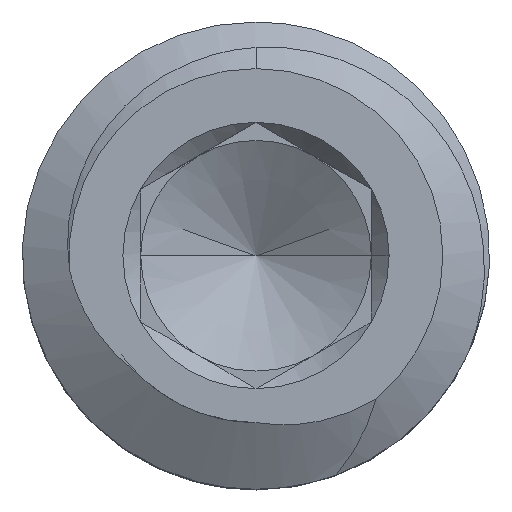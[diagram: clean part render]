
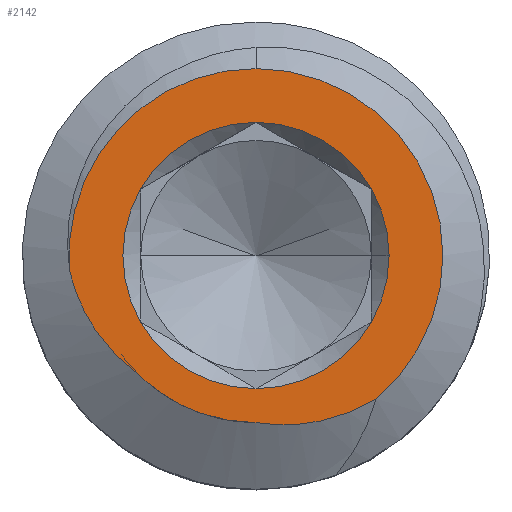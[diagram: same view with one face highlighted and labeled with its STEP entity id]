
A CAD part, top view. The second image highlights one B-rep face of the part: STEP entity #2142.
In plain terms, the highlighted planar face has unit normal (0, 0, 1).
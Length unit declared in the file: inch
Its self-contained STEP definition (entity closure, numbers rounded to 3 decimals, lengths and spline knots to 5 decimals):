
#82 = VERTEX_POINT ( 'NONE', #1166 ) ;
#97 = AXIS2_PLACEMENT_3D ( 'NONE', #494, #2312, #1763 ) ;
#105 = CARTESIAN_POINT ( 'NONE',  ( -0.04688, 0.02706, 0.10936 ) ) ;
#115 = CARTESIAN_POINT ( 'NONE',  ( -0.03012, -0.06106, 0.10936 ) ) ;
#118 = EDGE_LOOP ( 'NONE', ( #1623, #473, #2287, #974, #1179, #2020, #663 ) ) ;
#127 = AXIS2_PLACEMENT_3D ( 'NONE', #1323, #1111, #763 ) ;
#144 = EDGE_CURVE ( 'NONE', #1609, #2003, #1258, .T. ) ;
#208 = DIRECTION ( 'NONE',  ( 1., 0., 0. ) ) ;
#225 = VERTEX_POINT ( 'NONE', #2296 ) ;
#258 = CARTESIAN_POINT ( 'NONE',  ( -0.07572, -0.00657, 0.10936 ) ) ;
#286 = CARTESIAN_POINT ( 'NONE',  ( -0.01782, -0.06616, 0.10936 ) ) ;
#298 = CARTESIAN_POINT ( 'NONE',  ( 0.03365, -0.06579, 0.10936 ) ) ;
#299 = CARTESIAN_POINT ( 'NONE',  ( 0., 0., 0.10936 ) ) ;
#304 = CARTESIAN_POINT ( 'NONE',  ( 0.00845, -0.06929, 0.10936 ) ) ;
#323 = B_SPLINE_CURVE_WITH_KNOTS ( 'NONE', 3,
 ( #1947, #502, #286, #115, #1029, #1190, #847, #2125 ),
 .UNSPECIFIED., .F., .F.,
 ( 4, 2, 2, 4 ),
 ( 0., 0.00068, 0.00102, 0.00136 ),
 .UNSPECIFIED. ) ;
#385 = CARTESIAN_POINT ( 'NONE',  ( -0.04804, -0.04804, 0.10936 ) ) ;
#412 = VERTEX_POINT ( 'NONE', #1749 ) ;
#426 = CARTESIAN_POINT ( 'NONE',  ( 0., 0., 0.10936 ) ) ;
#460 = DIRECTION ( 'NONE',  ( 1., 0., 0. ) ) ;
#471 = EDGE_CURVE ( 'NONE', #82, #873, #846, .T. ) ;
#473 = ORIENTED_EDGE ( 'NONE', *, *, #678, .F. ) ;
#488 = CARTESIAN_POINT ( 'NONE',  ( 0.04688, -0.02706, 0.10936 ) ) ;
#494 = CARTESIAN_POINT ( 'NONE',  ( 0., 0., 0.10936 ) ) ;
#502 = CARTESIAN_POINT ( 'NONE',  ( -0.00896, -0.06794, 0.10936 ) ) ;
#503 = AXIS2_PLACEMENT_3D ( 'NONE', #299, #1745, #1184 ) ;
#589 = CARTESIAN_POINT ( 'NONE',  ( 0., 0., 0.10936 ) ) ;
#595 = DIRECTION ( 'NONE',  ( 0., 0., 1. ) ) ;
#602 = AXIS2_PLACEMENT_3D ( 'NONE', #1238, #1210, #1588 ) ;
#603 = CARTESIAN_POINT ( 'NONE',  ( 0.04687, 0.02706, 0.10936 ) ) ;
#617 = CARTESIAN_POINT ( 'NONE',  ( 0., 0.05413, 0.10936 ) ) ;
#641 = EDGE_CURVE ( 'NONE', #1672, #864, #2014, .T. ) ;
#646 = DIRECTION ( 'NONE',  ( 0., 0., -1. ) ) ;
#663 = ORIENTED_EDGE ( 'NONE', *, *, #1102, .F. ) ;
#672 = CIRCLE ( 'NONE', #1055, 0.05413 ) ;
#678 = EDGE_CURVE ( 'NONE', #864, #1609, #672, .T. ) ;
#763 = DIRECTION ( 'NONE',  ( 0., -1., 0. ) ) ;
#795 = DIRECTION ( 'NONE',  ( 0., 0., 1. ) ) ;
#833 = ORIENTED_EDGE ( 'NONE', *, *, #1425, .T. ) ;
#840 = CARTESIAN_POINT ( 'NONE',  ( 0.0489, -0.05818, 0.10936 ) ) ;
#846 = B_SPLINE_CURVE_WITH_KNOTS ( 'NONE', 3,
 ( #385, #1844, #1649, #1829, #2201, #2027 ),
 .UNSPECIFIED., .F., .F.,
 ( 4, 2, 4 ),
 ( 0., 0.00064, 0.00129 ),
 .UNSPECIFIED. ) ;
#847 = CARTESIAN_POINT ( 'NONE',  ( -0.04487, -0.05121, 0.10936 ) ) ;
#864 = VERTEX_POINT ( 'NONE', #603 ) ;
#873 = VERTEX_POINT ( 'NONE', #258 ) ;
#912 = CIRCLE ( 'NONE', #97, 0.076 ) ;
#974 = ORIENTED_EDGE ( 'NONE', *, *, #1804, .F. ) ;
#1011 = CARTESIAN_POINT ( 'NONE',  ( 0.04173, -0.06259, 0.10936 ) ) ;
#1012 = VERTEX_POINT ( 'NONE', #1544 ) ;
#1014 = CIRCLE ( 'NONE', #2264, 0.05413 ) ;
#1026 = CARTESIAN_POINT ( 'NONE',  ( 0., -0.06794, 0.10936 ) ) ;
#1029 = CARTESIAN_POINT ( 'NONE',  ( -0.03409, -0.05893, 0.10936 ) ) ;
#1055 = AXIS2_PLACEMENT_3D ( 'NONE', #589, #595, #208 ) ;
#1070 = EDGE_CURVE ( 'NONE', #1772, #82, #323, .T. ) ;
#1089 = CIRCLE ( 'NONE', #503, 0.05413 ) ;
#1100 = FACE_OUTER_BOUND ( 'NONE', #1500, .T. ) ;
#1102 = EDGE_CURVE ( 'NONE', #2003, #225, #1089, .T. ) ;
#1111 = DIRECTION ( 'NONE',  ( 0., 0., 1. ) ) ;
#1132 = FACE_BOUND ( 'NONE', #118, .T. ) ;
#1166 = CARTESIAN_POINT ( 'NONE',  ( -0.04804, -0.04804, 0.10936 ) ) ;
#1179 = ORIENTED_EDGE ( 'NONE', *, *, #2270, .F. ) ;
#1184 = DIRECTION ( 'NONE',  ( 1., 0., 0. ) ) ;
#1190 = CARTESIAN_POINT ( 'NONE',  ( -0.04145, -0.05401, 0.10936 ) ) ;
#1207 = CIRCLE ( 'NONE', #602, 0.05413 ) ;
#1210 = DIRECTION ( 'NONE',  ( 0., 0., 1. ) ) ;
#1216 = ORIENTED_EDGE ( 'NONE', *, *, #2102, .T. ) ;
#1220 = EDGE_CURVE ( 'NONE', #225, #1012, #1014, .T. ) ;
#1231 = DIRECTION ( 'NONE',  ( 0., 0., 1. ) ) ;
#1238 = CARTESIAN_POINT ( 'NONE',  ( 0., 0., 0.10936 ) ) ;
#1258 = CIRCLE ( 'NONE', #1486, 0.05413 ) ;
#1278 = CARTESIAN_POINT ( 'NONE',  ( 0.05413, 0., 0.10936 ) ) ;
#1323 = CARTESIAN_POINT ( 'NONE',  ( 0., 0., 0.10936 ) ) ;
#1369 = CARTESIAN_POINT ( 'NONE',  ( 0.01711, -0.0691, 0.10936 ) ) ;
#1407 = B_SPLINE_CURVE_WITH_KNOTS ( 'NONE', 3,
 ( #840, #1011, #298, #1369, #304, #1026 ),
 .UNSPECIFIED., .F., .F.,
 ( 4, 2, 4 ),
 ( 0.00105, 0.00169, 0.00233 ),
 .UNSPECIFIED. ) ;
#1425 = EDGE_CURVE ( 'NONE', #1434, #873, #1771, .T. ) ;
#1434 = VERTEX_POINT ( 'NONE', #1851 ) ;
#1486 = AXIS2_PLACEMENT_3D ( 'NONE', #1701, #2254, #1912 ) ;
#1500 = EDGE_LOOP ( 'NONE', ( #2021, #1216, #833, #1992, #1654 ) ) ;
#1544 = CARTESIAN_POINT ( 'NONE',  ( 0., -0.05413, 0.10936 ) ) ;
#1588 = DIRECTION ( 'NONE',  ( 1., 0., 0. ) ) ;
#1609 = VERTEX_POINT ( 'NONE', #617 ) ;
#1623 = ORIENTED_EDGE ( 'NONE', *, *, #144, .F. ) ;
#1643 = CARTESIAN_POINT ( 'NONE',  ( 0., -0.06794, 0.10936 ) ) ;
#1649 = CARTESIAN_POINT ( 'NONE',  ( -0.06086, -0.0369, 0.10936 ) ) ;
#1654 = ORIENTED_EDGE ( 'NONE', *, *, #1070, .F. ) ;
#1672 = VERTEX_POINT ( 'NONE', #1278 ) ;
#1678 = CARTESIAN_POINT ( 'NONE',  ( 0., 0., 0.10936 ) ) ;
#1701 = CARTESIAN_POINT ( 'NONE',  ( 0., 0., 0.10936 ) ) ;
#1736 = CARTESIAN_POINT ( 'NONE',  ( 0., 0., 0.10936 ) ) ;
#1745 = DIRECTION ( 'NONE',  ( 0., 0., 1. ) ) ;
#1749 = CARTESIAN_POINT ( 'NONE',  ( 0.0489, -0.05818, 0.10936 ) ) ;
#1763 = DIRECTION ( 'NONE',  ( 0., -1., 0. ) ) ;
#1771 = CIRCLE ( 'NONE', #127, 0.076 ) ;
#1772 = VERTEX_POINT ( 'NONE', #1643 ) ;
#1804 = EDGE_CURVE ( 'NONE', #2116, #1672, #2092, .T. ) ;
#1805 = DIRECTION ( 'NONE',  ( 1., 0., 0. ) ) ;
#1829 = CARTESIAN_POINT ( 'NONE',  ( -0.07034, -0.02269, 0.10936 ) ) ;
#1844 = CARTESIAN_POINT ( 'NONE',  ( -0.05498, -0.04302, 0.10936 ) ) ;
#1851 = CARTESIAN_POINT ( 'NONE',  ( 0., 0.076, 0.10936 ) ) ;
#1858 = AXIS2_PLACEMENT_3D ( 'NONE', #426, #795, #460 ) ;
#1912 = DIRECTION ( 'NONE',  ( 1., 0., 0. ) ) ;
#1925 = DIRECTION ( 'NONE',  ( 0., 1., 0. ) ) ;
#1947 = CARTESIAN_POINT ( 'NONE',  ( 0., -0.06794, 0.10936 ) ) ;
#1992 = ORIENTED_EDGE ( 'NONE', *, *, #471, .F. ) ;
#2003 = VERTEX_POINT ( 'NONE', #105 ) ;
#2014 = CIRCLE ( 'NONE', #2097, 0.05413 ) ;
#2015 = EDGE_CURVE ( 'NONE', #412, #1772, #1407, .T. ) ;
#2020 = ORIENTED_EDGE ( 'NONE', *, *, #1220, .F. ) ;
#2021 = ORIENTED_EDGE ( 'NONE', *, *, #2015, .F. ) ;
#2027 = CARTESIAN_POINT ( 'NONE',  ( -0.07572, -0.00657, 0.10936 ) ) ;
#2066 = DIRECTION ( 'NONE',  ( 0., 0., 1. ) ) ;
#2092 = CIRCLE ( 'NONE', #1858, 0.05413 ) ;
#2097 = AXIS2_PLACEMENT_3D ( 'NONE', #1678, #2066, #2209 ) ;
#2102 = EDGE_CURVE ( 'NONE', #412, #1434, #912, .T. ) ;
#2116 = VERTEX_POINT ( 'NONE', #488 ) ;
#2125 = CARTESIAN_POINT ( 'NONE',  ( -0.04804, -0.04804, 0.10936 ) ) ;
#2142 = ADVANCED_FACE ( 'NONE', ( #1132, #1100 ), #2286, .F. ) ;
#2201 = CARTESIAN_POINT ( 'NONE',  ( -0.07374, -0.01489, 0.10936 ) ) ;
#2209 = DIRECTION ( 'NONE',  ( 1., 0., 0. ) ) ;
#2254 = DIRECTION ( 'NONE',  ( 0., 0., 1. ) ) ;
#2264 = AXIS2_PLACEMENT_3D ( 'NONE', #2326, #1231, #1805 ) ;
#2270 = EDGE_CURVE ( 'NONE', #1012, #2116, #1207, .T. ) ;
#2286 = PLANE ( 'NONE',  #2355 ) ;
#2287 = ORIENTED_EDGE ( 'NONE', *, *, #641, .F. ) ;
#2296 = CARTESIAN_POINT ( 'NONE',  ( -0.04688, -0.02706, 0.10936 ) ) ;
#2312 = DIRECTION ( 'NONE',  ( 0., 0., 1. ) ) ;
#2326 = CARTESIAN_POINT ( 'NONE',  ( 0., 0., 0.10936 ) ) ;
#2355 = AXIS2_PLACEMENT_3D ( 'NONE', #1736, #646, #1925 ) ;
